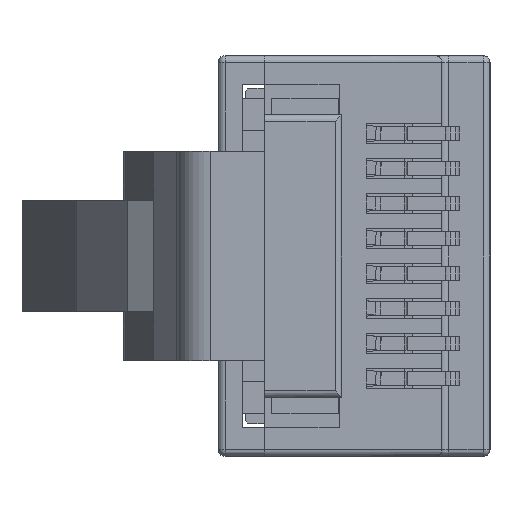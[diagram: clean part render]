
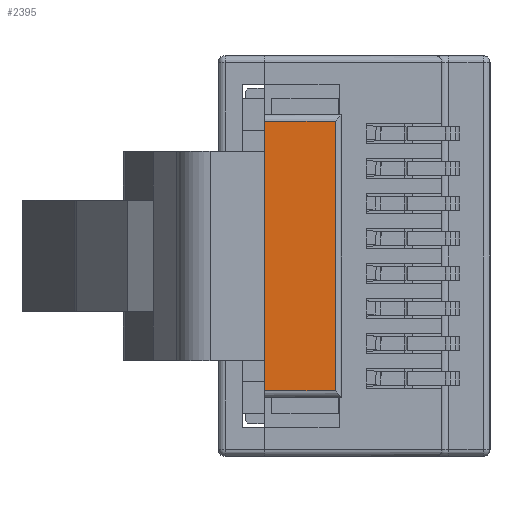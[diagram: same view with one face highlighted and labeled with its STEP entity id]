
A CAD part, left-side view. The second image highlights one B-rep face of the part: STEP entity #2395.
In plain terms, the highlighted face is planar.
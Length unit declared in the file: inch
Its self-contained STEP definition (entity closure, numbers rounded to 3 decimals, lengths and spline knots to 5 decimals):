
#64 = CARTESIAN_POINT ( 'NONE',  ( 0.1624, 0.10246, -0.01181 ) ) ;
#248 = ORIENTED_EDGE ( 'NONE', *, *, #6638, .T. ) ;
#820 = CARTESIAN_POINT ( 'NONE',  ( -0.15453, 0.10246, -0.01181 ) ) ;
#835 = LINE ( 'NONE', #2170, #4755 ) ;
#858 = CARTESIAN_POINT ( 'NONE',  ( 0.15453, 0.01387, -0.01181 ) ) ;
#951 = ORIENTED_EDGE ( 'NONE', *, *, #3997, .T. ) ;
#1204 = CARTESIAN_POINT ( 'NONE',  ( 0.12008, 0.10246, -0.01181 ) ) ;
#1557 = EDGE_CURVE ( 'NONE', #10417, #14778, #835, .T. ) ;
#1728 = EDGE_CURVE ( 'NONE', #4853, #3161, #7041, .T. ) ;
#2055 = FACE_OUTER_BOUND ( 'NONE', #11251, .T. ) ;
#2170 = CARTESIAN_POINT ( 'NONE',  ( 0.1624, 0.10246, -0.01181 ) ) ;
#2395 = ADVANCED_FACE ( 'NONE', ( #2055 ), #8750, .T. ) ;
#3161 = VERTEX_POINT ( 'NONE', #820 ) ;
#3996 = VERTEX_POINT ( 'NONE', #5211 ) ;
#3997 = EDGE_CURVE ( 'NONE', #14778, #14486, #7758, .T. ) ;
#4172 = DIRECTION ( 'NONE',  ( 0., 0., -1. ) ) ;
#4420 = CARTESIAN_POINT ( 'NONE',  ( -0.15453, 0.02175, -0.01181 ) ) ;
#4431 = DIRECTION ( 'NONE',  ( -1., 0., 0. ) ) ;
#4618 = EDGE_CURVE ( 'NONE', #3161, #3996, #10380, .T. ) ;
#4755 = VECTOR ( 'NONE', #11295, 39.37008 ) ;
#4853 = VERTEX_POINT ( 'NONE', #4420 ) ;
#5179 = CARTESIAN_POINT ( 'NONE',  ( 0.15453, 0.10246, -0.01181 ) ) ;
#5196 = LINE ( 'NONE', #11007, #5893 ) ;
#5211 = CARTESIAN_POINT ( 'NONE',  ( -0.12008, 0.10246, -0.01181 ) ) ;
#5370 = CARTESIAN_POINT ( 'NONE',  ( 0.1624, 0.01387, -0.01181 ) ) ;
#5418 = DIRECTION ( 'NONE',  ( -1., 0., 0. ) ) ;
#5432 = VECTOR ( 'NONE', #4431, 39.37008 ) ;
#5893 = VECTOR ( 'NONE', #5418, 39.37008 ) ;
#6638 = EDGE_CURVE ( 'NONE', #14486, #4853, #5196, .T. ) ;
#6694 = EDGE_CURVE ( 'NONE', #10417, #3996, #8943, .T. ) ;
#7041 = LINE ( 'NONE', #13768, #10302 ) ;
#7059 = ORIENTED_EDGE ( 'NONE', *, *, #1728, .T. ) ;
#7331 = ORIENTED_EDGE ( 'NONE', *, *, #6694, .F. ) ;
#7758 = LINE ( 'NONE', #858, #13169 ) ;
#8104 = DIRECTION ( 'NONE',  ( 0., 1., 0. ) ) ;
#8123 = VECTOR ( 'NONE', #9233, 39.37008 ) ;
#8750 = PLANE ( 'NONE',  #11545 ) ;
#8943 = LINE ( 'NONE', #1204, #5432 ) ;
#9233 = DIRECTION ( 'NONE',  ( 1., 0., 0. ) ) ;
#9506 = ORIENTED_EDGE ( 'NONE', *, *, #4618, .T. ) ;
#9805 = DIRECTION ( 'NONE',  ( 0., -1., 0. ) ) ;
#10045 = DIRECTION ( 'NONE',  ( -1., 0., 0. ) ) ;
#10302 = VECTOR ( 'NONE', #8104, 39.37008 ) ;
#10380 = LINE ( 'NONE', #64, #8123 ) ;
#10417 = VERTEX_POINT ( 'NONE', #11801 ) ;
#11007 = CARTESIAN_POINT ( 'NONE',  ( -0.1624, 0.02175, -0.01181 ) ) ;
#11251 = EDGE_LOOP ( 'NONE', ( #11792, #951, #248, #7059, #9506, #7331 ) ) ;
#11295 = DIRECTION ( 'NONE',  ( 1., 0., 0. ) ) ;
#11545 = AXIS2_PLACEMENT_3D ( 'NONE', #5370, #4172, #10045 ) ;
#11792 = ORIENTED_EDGE ( 'NONE', *, *, #1557, .T. ) ;
#11801 = CARTESIAN_POINT ( 'NONE',  ( 0.12008, 0.10246, -0.01181 ) ) ;
#12349 = CARTESIAN_POINT ( 'NONE',  ( 0.15453, 0.02175, -0.01181 ) ) ;
#13169 = VECTOR ( 'NONE', #9805, 39.37008 ) ;
#13768 = CARTESIAN_POINT ( 'NONE',  ( -0.15453, 0.10246, -0.01181 ) ) ;
#14486 = VERTEX_POINT ( 'NONE', #12349 ) ;
#14778 = VERTEX_POINT ( 'NONE', #5179 ) ;
